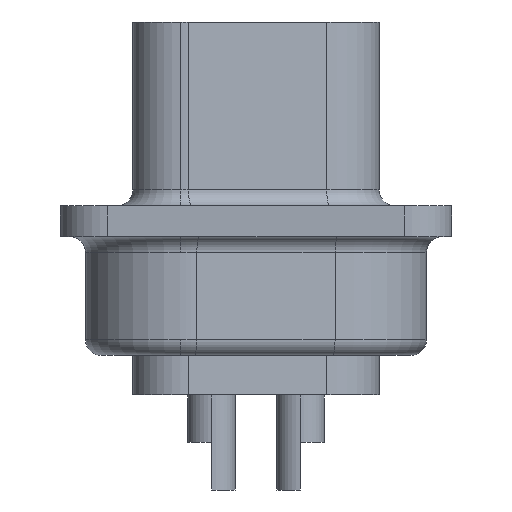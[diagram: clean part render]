
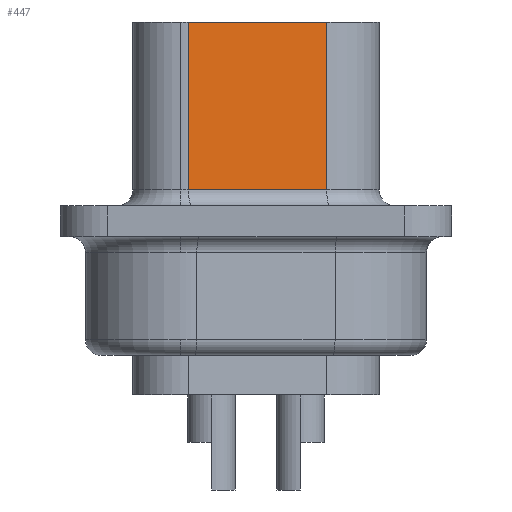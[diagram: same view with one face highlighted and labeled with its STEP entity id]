
A CAD part, left-side view. The second image highlights one B-rep face of the part: STEP entity #447.
In plain terms, the highlighted planar face has unit normal (-0.985, -0.174, 0).
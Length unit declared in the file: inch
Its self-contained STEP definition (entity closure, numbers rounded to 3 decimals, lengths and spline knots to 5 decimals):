
#447 = ADVANCED_FACE ( 'NONE', ( #12869 ), #12868, .F. ) ;
#456 = EDGE_LOOP ( 'NONE', ( #457, #465, #475, #468 ) ) ;
#457 = ORIENTED_EDGE ( 'NONE', *, *, #730, .T. ) ;
#462 = VERTEX_POINT ( 'NONE', #12906 ) ;
#463 = EDGE_CURVE ( 'NONE', #3346, #462, #12905, .T. ) ;
#465 = ORIENTED_EDGE ( 'NONE', *, *, #467, .T. ) ;
#467 = EDGE_CURVE ( 'NONE', #847, #462, #12901, .T. ) ;
#468 = ORIENTED_EDGE ( 'NONE', *, *, #3358, .F. ) ;
#475 = ORIENTED_EDGE ( 'NONE', *, *, #463, .F. ) ;
#730 = EDGE_CURVE ( 'NONE', #804, #847, #13626, .T. ) ;
#804 = VERTEX_POINT ( 'NONE', #13833 ) ;
#847 = VERTEX_POINT ( 'NONE', #13987 ) ;
#3346 = VERTEX_POINT ( 'NONE', #7511 ) ;
#3358 = EDGE_CURVE ( 'NONE', #804, #3346, #7489, .T. ) ;
#7486 = DIRECTION ( 'NONE',  ( 0.174, -0.985, 0. ) ) ;
#7487 = VECTOR ( 'NONE', #7486, 39.37008 ) ;
#7488 = CARTESIAN_POINT ( 'NONE',  ( -0.755, 0.08508, 0.2515 ) ) ;
#7489 = LINE ( 'NONE', #7488, #7487 ) ;
#7511 = CARTESIAN_POINT ( 'NONE',  ( -0.72424, -0.08939, 0.2515 ) ) ;
#12864 = DIRECTION ( 'NONE',  ( -0.174, 0.985, 0. ) ) ;
#12865 = DIRECTION ( 'NONE',  ( 0.985, 0.174, 0. ) ) ;
#12866 = CARTESIAN_POINT ( 'NONE',  ( -0.755, 0.08508, 0.2515 ) ) ;
#12867 = AXIS2_PLACEMENT_3D ( 'NONE', #12866, #12865, #12864 ) ;
#12868 = PLANE ( 'NONE',  #12867 ) ;
#12869 = FACE_OUTER_BOUND ( 'NONE', #456, .T. ) ;
#12898 = DIRECTION ( 'NONE',  ( 0.174, -0.985, 0. ) ) ;
#12899 = VECTOR ( 'NONE', #12898, 39.37008 ) ;
#12900 = CARTESIAN_POINT ( 'NONE',  ( -0.72424, -0.08939, 0.0395 ) ) ;
#12901 = LINE ( 'NONE', #12900, #12899 ) ;
#12902 = DIRECTION ( 'NONE',  ( 0., 0., -1. ) ) ;
#12903 = VECTOR ( 'NONE', #12902, 39.37008 ) ;
#12904 = CARTESIAN_POINT ( 'NONE',  ( -0.72424, -0.08939, 0.2515 ) ) ;
#12905 = LINE ( 'NONE', #12904, #12903 ) ;
#12906 = CARTESIAN_POINT ( 'NONE',  ( -0.72424, -0.08939, 0.0395 ) ) ;
#13623 = DIRECTION ( 'NONE',  ( 0., 0., -1. ) ) ;
#13624 = VECTOR ( 'NONE', #13623, 39.37008 ) ;
#13625 = CARTESIAN_POINT ( 'NONE',  ( -0.755, 0.08508, 0.2515 ) ) ;
#13626 = LINE ( 'NONE', #13625, #13624 ) ;
#13833 = CARTESIAN_POINT ( 'NONE',  ( -0.755, 0.08508, 0.2515 ) ) ;
#13987 = CARTESIAN_POINT ( 'NONE',  ( -0.755, 0.08508, 0.0395 ) ) ;
